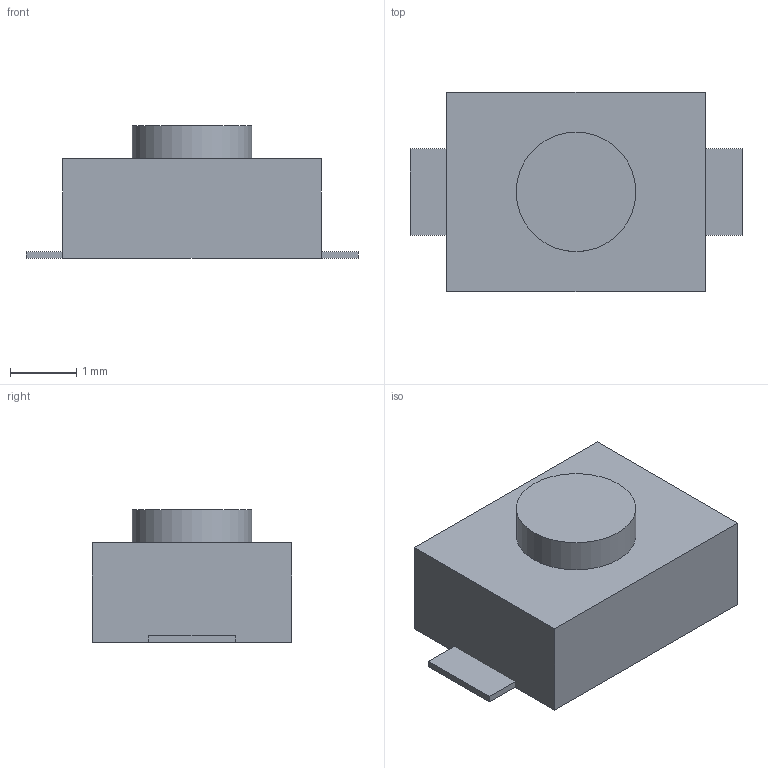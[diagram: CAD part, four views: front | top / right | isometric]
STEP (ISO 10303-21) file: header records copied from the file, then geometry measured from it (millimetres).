
FILE_DESCRIPTION(/* description */ ('STEP AP242','CAx-IF Rec.Pracs.---Representation and Presentation of Product Manufacturing Information (PMI)---4.0---2014-10-13','CAx-IF Rec.Pracs.---3D Tessellated Geometry---0.4---2014-09-14','2;1'),/* implementation_level */ '2;1');
FILE_NAME(/* name */ '683d904925b5177216b36c88',/* time_stamp */ '2025-06-02T11:51:38Z',/* author */ (''),/* organization */ (''),/* preprocessor_version */ 'ST-DEVELOPER v20',/* originating_system */ 'ONSHAPE BY PTC INC, 1.198',/* authorisation */ ' ');
FILE_SCHEMA (('AP242_MANAGED_MODEL_BASED_3D_ENGINEERING_MIM_LF { 1 0 10303 442 1 1 4 }'));
Length unit declared in the file: metre
Products named in the file (3): Part 3; Part 2; Part 1
Bounding box: 5 x 3 x 2 mm (x, y, z)
Volume: 19.5 mm3; surface area: 66.3 mm2
Topology: 3 solids, 3 shells, 15 faces, 27 edges, 18 vertices
Faces by surface type: plane 14, cylinder 1
Full cylindrical faces by diameter (mm): 1.8 x1
Entity records: 432 total; most frequent: DIRECTION 64, CARTESIAN_POINT 62, ORIENTED_EDGE 52, EDGE_CURVE 26, LINE 24, VECTOR 24, AXIS2_PLACEMENT_3D 20, VERTEX_POINT 18
